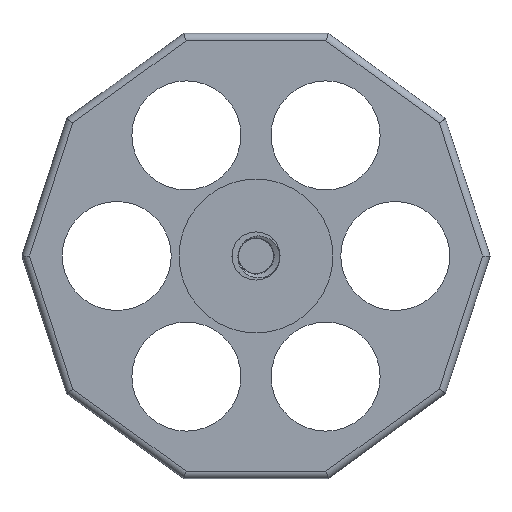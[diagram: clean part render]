
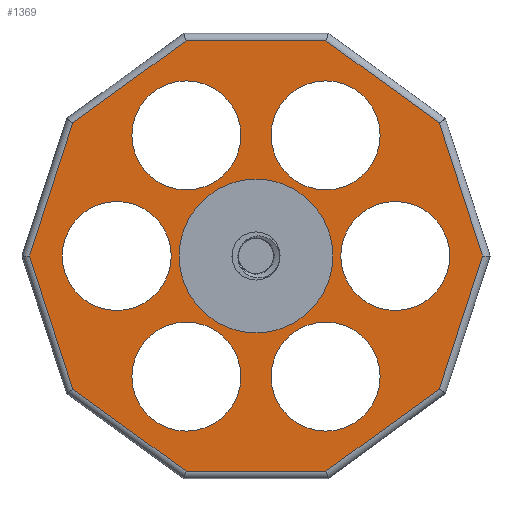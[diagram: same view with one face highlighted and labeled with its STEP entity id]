
A CAD part, front view. The second image highlights one B-rep face of the part: STEP entity #1369.
In plain terms, the highlighted planar face has unit normal (0, -1, 0).
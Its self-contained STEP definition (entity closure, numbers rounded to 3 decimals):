
#77=FACE_BOUND('',#240,.T.);
#78=FACE_BOUND('',#241,.T.);
#79=FACE_BOUND('',#242,.T.);
#80=FACE_BOUND('',#243,.T.);
#81=FACE_BOUND('',#244,.T.);
#82=FACE_BOUND('',#245,.T.);
#83=FACE_BOUND('',#246,.T.);
#101=PLANE('',#1500);
#157=FACE_OUTER_BOUND('',#239,.T.);
#239=EDGE_LOOP('',(#1004,#1005,#1006,#1007,#1008,#1009,#1010,#1011,#1012,
#1013));
#240=EDGE_LOOP('',(#1014));
#241=EDGE_LOOP('',(#1015));
#242=EDGE_LOOP('',(#1016));
#243=EDGE_LOOP('',(#1017));
#244=EDGE_LOOP('',(#1018));
#245=EDGE_LOOP('',(#1019));
#246=EDGE_LOOP('',(#1020));
#320=LINE('',#1976,#446);
#322=LINE('',#1984,#448);
#324=LINE('',#1990,#450);
#327=LINE('',#1998,#453);
#329=LINE('',#2004,#455);
#331=LINE('',#2010,#457);
#333=LINE('',#2016,#459);
#334=LINE('',#2020,#460);
#337=LINE('',#2028,#463);
#339=LINE('',#2032,#465);
#446=VECTOR('',#1628,10.);
#448=VECTOR('',#1636,10.);
#450=VECTOR('',#1642,10.);
#453=VECTOR('',#1649,10.);
#455=VECTOR('',#1655,10.);
#457=VECTOR('',#1661,10.);
#459=VECTOR('',#1667,10.);
#460=VECTOR('',#1672,10.);
#463=VECTOR('',#1679,10.);
#465=VECTOR('',#1685,10.);
#564=CIRCLE('',#1450,9.);
#566=CIRCLE('',#1453,9.);
#568=CIRCLE('',#1456,9.);
#570=CIRCLE('',#1459,9.);
#572=CIRCLE('',#1462,9.);
#574=CIRCLE('',#1465,9.);
#579=CIRCLE('',#1473,12.7);
#584=VERTEX_POINT('',#1924);
#586=VERTEX_POINT('',#1930);
#588=VERTEX_POINT('',#1936);
#590=VERTEX_POINT('',#1942);
#592=VERTEX_POINT('',#1948);
#594=VERTEX_POINT('',#1954);
#599=VERTEX_POINT('',#1969);
#600=VERTEX_POINT('',#1974);
#601=VERTEX_POINT('',#1975);
#604=VERTEX_POINT('',#1983);
#606=VERTEX_POINT('',#1989);
#609=VERTEX_POINT('',#1997);
#611=VERTEX_POINT('',#2003);
#613=VERTEX_POINT('',#2009);
#615=VERTEX_POINT('',#2015);
#616=VERTEX_POINT('',#2019);
#619=VERTEX_POINT('',#2027);
#710=EDGE_CURVE('',#584,#584,#564,.T.);
#713=EDGE_CURVE('',#586,#586,#566,.T.);
#716=EDGE_CURVE('',#588,#588,#568,.T.);
#719=EDGE_CURVE('',#590,#590,#570,.T.);
#722=EDGE_CURVE('',#592,#592,#572,.T.);
#725=EDGE_CURVE('',#594,#594,#574,.T.);
#733=EDGE_CURVE('',#599,#599,#579,.T.);
#734=EDGE_CURVE('',#600,#601,#320,.T.);
#738=EDGE_CURVE('',#601,#604,#322,.T.);
#741=EDGE_CURVE('',#604,#606,#324,.T.);
#745=EDGE_CURVE('',#606,#609,#327,.T.);
#748=EDGE_CURVE('',#609,#611,#329,.T.);
#751=EDGE_CURVE('',#611,#613,#331,.T.);
#754=EDGE_CURVE('',#613,#615,#333,.T.);
#756=EDGE_CURVE('',#616,#600,#334,.T.);
#760=EDGE_CURVE('',#615,#619,#337,.T.);
#763=EDGE_CURVE('',#619,#616,#339,.T.);
#1004=ORIENTED_EDGE('',*,*,#734,.F.);
#1005=ORIENTED_EDGE('',*,*,#756,.F.);
#1006=ORIENTED_EDGE('',*,*,#763,.F.);
#1007=ORIENTED_EDGE('',*,*,#760,.F.);
#1008=ORIENTED_EDGE('',*,*,#754,.F.);
#1009=ORIENTED_EDGE('',*,*,#751,.F.);
#1010=ORIENTED_EDGE('',*,*,#748,.F.);
#1011=ORIENTED_EDGE('',*,*,#745,.F.);
#1012=ORIENTED_EDGE('',*,*,#741,.F.);
#1013=ORIENTED_EDGE('',*,*,#738,.F.);
#1014=ORIENTED_EDGE('',*,*,#710,.T.);
#1015=ORIENTED_EDGE('',*,*,#713,.T.);
#1016=ORIENTED_EDGE('',*,*,#716,.T.);
#1017=ORIENTED_EDGE('',*,*,#719,.T.);
#1018=ORIENTED_EDGE('',*,*,#722,.T.);
#1019=ORIENTED_EDGE('',*,*,#725,.T.);
#1020=ORIENTED_EDGE('',*,*,#733,.T.);
#1369=ADVANCED_FACE('',(#157,#77,#78,#79,#80,#81,#82,#83),#101,.F.);
#1450=AXIS2_PLACEMENT_3D('',#1925,#1568,#1569);
#1453=AXIS2_PLACEMENT_3D('',#1931,#1575,#1576);
#1456=AXIS2_PLACEMENT_3D('',#1937,#1582,#1583);
#1459=AXIS2_PLACEMENT_3D('',#1943,#1589,#1590);
#1462=AXIS2_PLACEMENT_3D('',#1949,#1596,#1597);
#1465=AXIS2_PLACEMENT_3D('',#1955,#1603,#1604);
#1473=AXIS2_PLACEMENT_3D('',#1971,#1622,#1623);
#1500=AXIS2_PLACEMENT_3D('',#2055,#1707,#1708);
#1568=DIRECTION('center_axis',(0.,1.,0.));
#1569=DIRECTION('ref_axis',(1.,0.,0.));
#1575=DIRECTION('center_axis',(0.,1.,0.));
#1576=DIRECTION('ref_axis',(1.,0.,0.));
#1582=DIRECTION('center_axis',(0.,1.,0.));
#1583=DIRECTION('ref_axis',(1.,0.,0.));
#1589=DIRECTION('center_axis',(0.,1.,0.));
#1590=DIRECTION('ref_axis',(1.,0.,0.));
#1596=DIRECTION('center_axis',(0.,1.,0.));
#1597=DIRECTION('ref_axis',(1.,0.,0.));
#1603=DIRECTION('center_axis',(0.,1.,0.));
#1604=DIRECTION('ref_axis',(1.,0.,0.));
#1622=DIRECTION('center_axis',(0.,1.,0.));
#1623=DIRECTION('ref_axis',(1.,0.,0.));
#1628=DIRECTION('',(-0.309,0.,0.951));
#1636=DIRECTION('',(0.309,0.,0.951));
#1642=DIRECTION('',(0.809,0.,0.588));
#1649=DIRECTION('',(1.,0.,0.));
#1655=DIRECTION('',(0.809,0.,-0.588));
#1661=DIRECTION('',(0.309,0.,-0.951));
#1667=DIRECTION('',(-0.309,0.,-0.951));
#1672=DIRECTION('',(-0.809,0.,0.588));
#1679=DIRECTION('',(-0.809,0.,-0.588));
#1685=DIRECTION('',(-1.,0.,0.));
#1707=DIRECTION('center_axis',(0.,1.,0.));
#1708=DIRECTION('ref_axis',(0.,0.,1.));
#1924=CARTESIAN_POINT('',(2.5,0.,-19.919));
#1925=CARTESIAN_POINT('Origin',(11.5,0.,-19.919));
#1930=CARTESIAN_POINT('',(14.,0.,0.));
#1931=CARTESIAN_POINT('Origin',(23.,0.,0.));
#1936=CARTESIAN_POINT('',(-32.,0.,0.));
#1937=CARTESIAN_POINT('Origin',(-23.,0.,0.));
#1942=CARTESIAN_POINT('',(-20.5,0.,-19.919));
#1943=CARTESIAN_POINT('Origin',(-11.5,0.,-19.919));
#1948=CARTESIAN_POINT('',(2.5,0.,19.919));
#1949=CARTESIAN_POINT('Origin',(11.5,0.,19.919));
#1954=CARTESIAN_POINT('',(-20.5,0.,19.919));
#1955=CARTESIAN_POINT('Origin',(-11.5,0.,19.919));
#1969=CARTESIAN_POINT('',(-12.7,0.,0.));
#1971=CARTESIAN_POINT('Origin',(0.,0.,0.));
#1974=CARTESIAN_POINT('',(-30.241,0.,-21.971));
#1975=CARTESIAN_POINT('',(-37.38,0.,0.));
#1976=CARTESIAN_POINT('',(-31.965,0.,-16.664));
#1983=CARTESIAN_POINT('',(-30.241,0.,21.971));
#1984=CARTESIAN_POINT('',(-35.655,0.,5.307));
#1989=CARTESIAN_POINT('',(-11.551,0.,35.55));
#1990=CARTESIAN_POINT('',(-25.726,0.,25.252));
#1997=CARTESIAN_POINT('',(11.551,0.,35.55));
#1998=CARTESIAN_POINT('',(-5.97,0.,35.55));
#2003=CARTESIAN_POINT('',(30.241,0.,21.971));
#2004=CARTESIAN_POINT('',(16.066,0.,32.27));
#2009=CARTESIAN_POINT('',(37.38,0.,0.));
#2010=CARTESIAN_POINT('',(31.965,0.,16.664));
#2015=CARTESIAN_POINT('',(30.241,0.,-21.971));
#2016=CARTESIAN_POINT('',(35.655,0.,-5.307));
#2019=CARTESIAN_POINT('',(-11.551,0.,-35.55));
#2020=CARTESIAN_POINT('',(-16.066,0.,-32.27));
#2027=CARTESIAN_POINT('',(11.551,0.,-35.55));
#2028=CARTESIAN_POINT('',(25.726,0.,-25.252));
#2032=CARTESIAN_POINT('',(5.97,0.,-35.55));
#2055=CARTESIAN_POINT('Origin',(0.,0.,0.));
